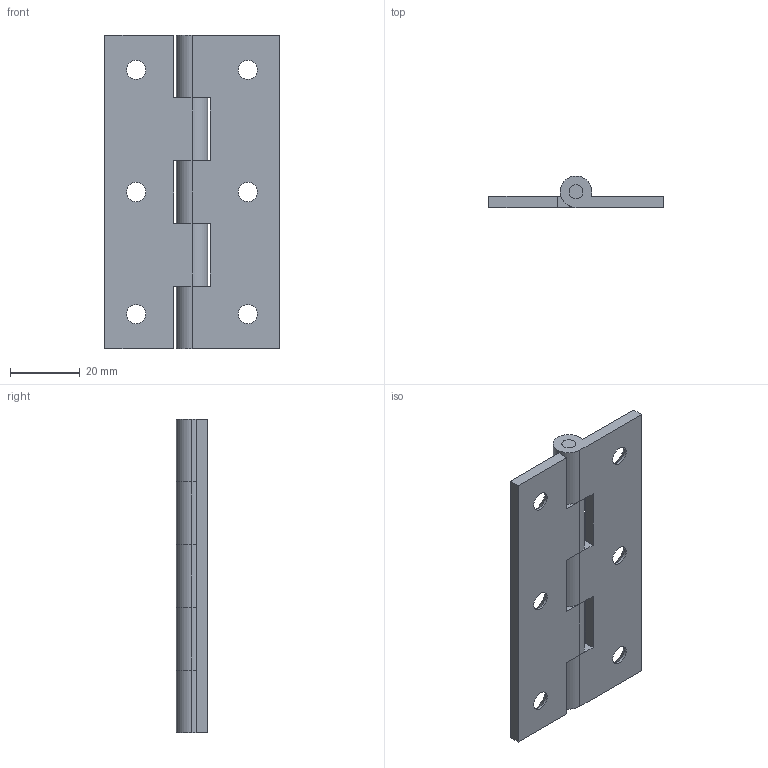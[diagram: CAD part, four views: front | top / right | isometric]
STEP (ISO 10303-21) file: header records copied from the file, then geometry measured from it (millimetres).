
FILE_DESCRIPTION (( 'STEP AP203' ), '1' );
FILE_NAME ('B-201-2.STEP', '2008-11-26T01:53:16', ( ' ' ), ( ' ' ), 'SwSTEP 2.0', 'SolidWorks 2007', '' );
FILE_SCHEMA (( 'CONFIG_CONTROL_DESIGN' ));
Length unit declared in the file: millimetre
Products named in the file (4): B-201-2僸儞僕A__棉太倌; B-201-2僸儞僕B__棉太倌; B-201-僺儞__棉太倌; B-201-2
Assembly tree (3 placements, depth 2):
  B-201-2
    B-201-2僸儞僕A__棉太倌
    B-201-僺儞__棉太倌
    B-201-2僸儞僕B__棉太倌
Bounding box: 50 x 9 x 90 mm (x, y, z)
Volume: 16817.8 mm3; surface area: 13611.6 mm2
Topology: 3 solids, 3 shells, 76 faces, 198 edges, 128 vertices
Faces by surface type: cylinder 39, plane 25, cone 12
Entity records: 2814 total; most frequent: DIRECTION 452, CARTESIAN_POINT 408, ORIENTED_EDGE 396, EDGE_CURVE 198, AXIS2_PLACEMENT_3D 172, VERTEX_POINT 128, VECTOR 108, LINE 108
